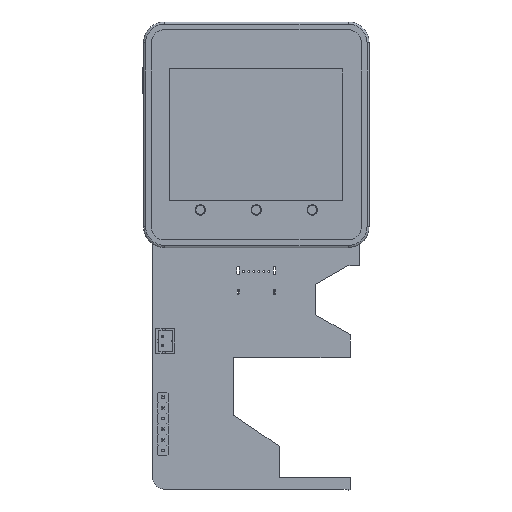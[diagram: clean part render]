
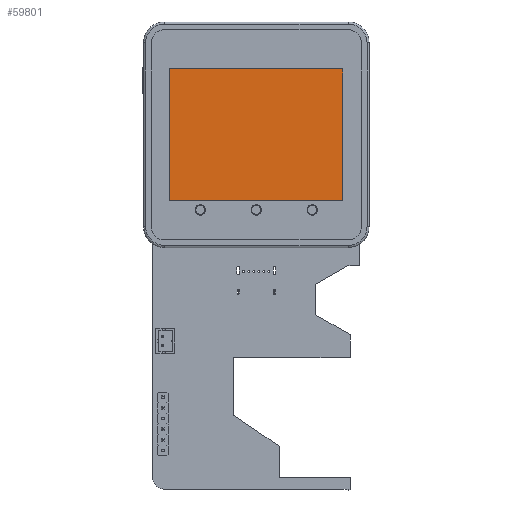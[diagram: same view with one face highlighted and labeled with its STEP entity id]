
A CAD part, top view. The second image highlights one B-rep face of the part: STEP entity #59801.
In plain terms, the highlighted face is planar.
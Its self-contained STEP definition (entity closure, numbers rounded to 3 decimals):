
#59776 = VERTEX_POINT('',#59777);
#59777 = CARTESIAN_POINT('',(-52.037,-38.5,-49.118));
#59783 = EDGE_CURVE('',#59776,#59784,#59786,.T.);
#59784 = VERTEX_POINT('',#59785);
#59785 = CARTESIAN_POINT('',(-10.537,-38.5,-49.118));
#59786 = LINE('',#59787,#59788);
#59787 = CARTESIAN_POINT('',(-52.037,-38.5,-49.118));
#59788 = VECTOR('',#59789,1.);
#59789 = DIRECTION('',(1.,0.,0.));
#59801 = ADVANCED_FACE('',(#59802),#59827,.T.);
#59802 = FACE_BOUND('',#59803,.T.);
#59803 = EDGE_LOOP('',(#59804,#59812,#59813,#59821));
#59804 = ORIENTED_EDGE('',*,*,#59805,.F.);
#59805 = EDGE_CURVE('',#59784,#59806,#59808,.T.);
#59806 = VERTEX_POINT('',#59807);
#59807 = CARTESIAN_POINT('',(-10.537,-38.5,-17.618));
#59808 = LINE('',#59809,#59810);
#59809 = CARTESIAN_POINT('',(-10.537,-38.5,-49.118));
#59810 = VECTOR('',#59811,1.);
#59811 = DIRECTION('',(0.,0.,1.));
#59812 = ORIENTED_EDGE('',*,*,#59783,.F.);
#59813 = ORIENTED_EDGE('',*,*,#59814,.F.);
#59814 = EDGE_CURVE('',#59815,#59776,#59817,.T.);
#59815 = VERTEX_POINT('',#59816);
#59816 = CARTESIAN_POINT('',(-52.037,-38.5,-17.618));
#59817 = LINE('',#59818,#59819);
#59818 = CARTESIAN_POINT('',(-52.037,-38.5,-17.618));
#59819 = VECTOR('',#59820,1.);
#59820 = DIRECTION('',(0.,0.,-1.));
#59821 = ORIENTED_EDGE('',*,*,#59822,.F.);
#59822 = EDGE_CURVE('',#59806,#59815,#59823,.T.);
#59823 = LINE('',#59824,#59825);
#59824 = CARTESIAN_POINT('',(-10.537,-38.5,-17.618));
#59825 = VECTOR('',#59826,1.);
#59826 = DIRECTION('',(-1.,0.,0.));
#59827 = PLANE('',#59828);
#59828 = AXIS2_PLACEMENT_3D('',#59829,#59830,#59831);
#59829 = CARTESIAN_POINT('',(-6.387,-38.5,-14.468));
#59830 = DIRECTION('',(0.,1.,0.));
#59831 = DIRECTION('',(1.,0.,0.));
